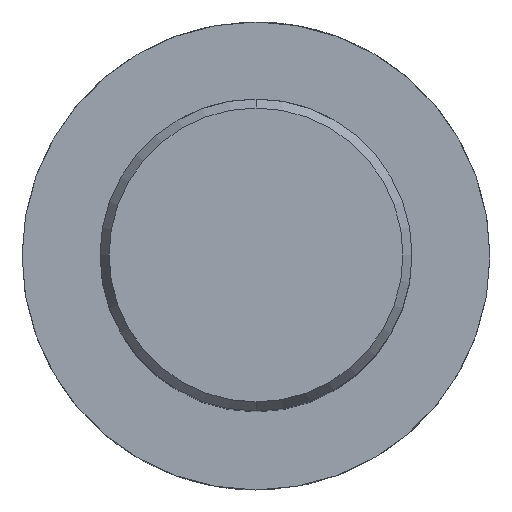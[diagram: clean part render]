
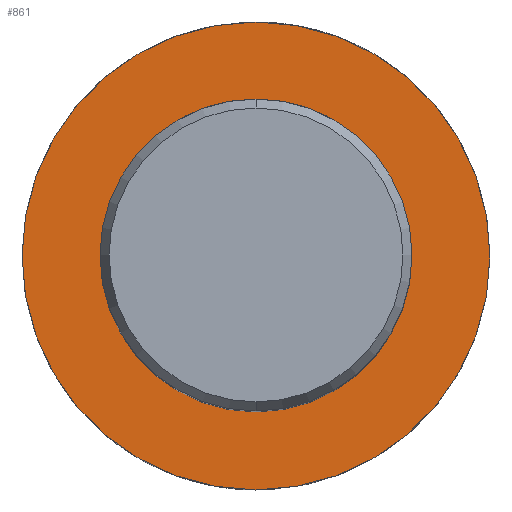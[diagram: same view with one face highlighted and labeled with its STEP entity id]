
A CAD part, top view. The second image highlights one B-rep face of the part: STEP entity #861.
In plain terms, the highlighted planar face has unit normal (0, 0, 1).
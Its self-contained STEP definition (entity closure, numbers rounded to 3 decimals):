
#567=VERTEX_POINT('',#1377);
#599=EDGE_CURVE('',#977,#1061,#1410,.T.);
#635=EDGE_CURVE('',#1061,#977,#1448,.T.);
#677=EDGE_CURVE('',#567,#745,#1496,.T.);
#745=VERTEX_POINT('',#1570);
#861=ADVANCED_FACE('',(#1694,#1695),#1696,.T.);
#969=EDGE_CURVE('',#745,#567,#1820,.T.);
#977=VERTEX_POINT('',#1828);
#1061=VERTEX_POINT('',#1918);
#1377=CARTESIAN_POINT('',(0.0,30.0,-70.0));
#1410=CIRCLE('',#2725,20.0);
#1448=CIRCLE('',#2780,20.0);
#1496=CIRCLE('',#3111,30.0);
#1570=CARTESIAN_POINT('',(0.,-30.0,-70.0));
#1694=FACE_BOUND('',#4046,.T.);
#1695=FACE_OUTER_BOUND('',#4047,.T.);
#1696=PLANE('',#4048);
#1820=CIRCLE('',#4340,30.0);
#1828=CARTESIAN_POINT('',(0.0,20.0,-70.0));
#1918=CARTESIAN_POINT('',(0.,-20.0,-70.0));
#2725=AXIS2_PLACEMENT_3D('',#5640,#5641,#5642);
#2780=AXIS2_PLACEMENT_3D('',#5672,#5673,#5674);
#3111=AXIS2_PLACEMENT_3D('',#5733,#5734,#5735);
#4046=EDGE_LOOP('',(#5903,#5904));
#4047=EDGE_LOOP('',(#5905,#5906));
#4048=AXIS2_PLACEMENT_3D('',#5907,#5908,#5909);
#4340=AXIS2_PLACEMENT_3D('',#6117,#6118,#6119);
#5640=CARTESIAN_POINT('',(0.0,0.0,-70.0));
#5641=DIRECTION('',(-0.0,0.0,-1.0));
#5642=DIRECTION('',(0.0,1.0,0.0));
#5672=CARTESIAN_POINT('',(0.0,0.0,-70.0));
#5673=DIRECTION('',(-0.0,0.0,-1.0));
#5674=DIRECTION('',(0.0,1.0,0.0));
#5733=CARTESIAN_POINT('',(0.0,0.0,-70.0));
#5734=DIRECTION('',(0.0,0.0,-1.0));
#5735=DIRECTION('',(0.0,1.0,0.0));
#5903=ORIENTED_EDGE('',*,*,#599,.T.);
#5904=ORIENTED_EDGE('',*,*,#635,.T.);
#5905=ORIENTED_EDGE('',*,*,#677,.F.);
#5906=ORIENTED_EDGE('',*,*,#969,.F.);
#5907=CARTESIAN_POINT('',(0.0,15.0,-70.0));
#5908=DIRECTION('',(-0.0,0.0,1.0));
#5909=DIRECTION('',(0.0,-1.0,0.0));
#6117=CARTESIAN_POINT('',(0.0,0.0,-70.0));
#6118=DIRECTION('',(0.0,0.0,-1.0));
#6119=DIRECTION('',(0.0,1.0,0.0));
